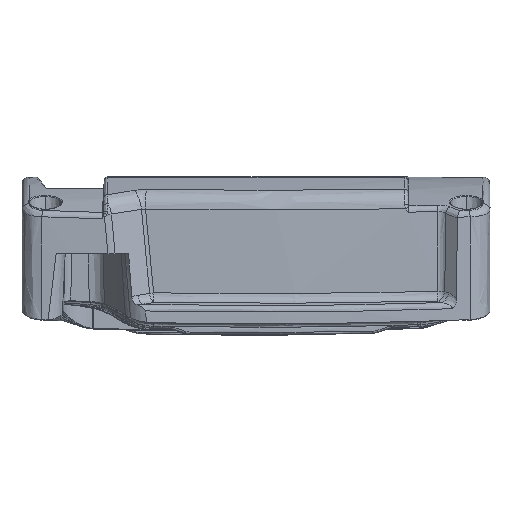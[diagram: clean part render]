
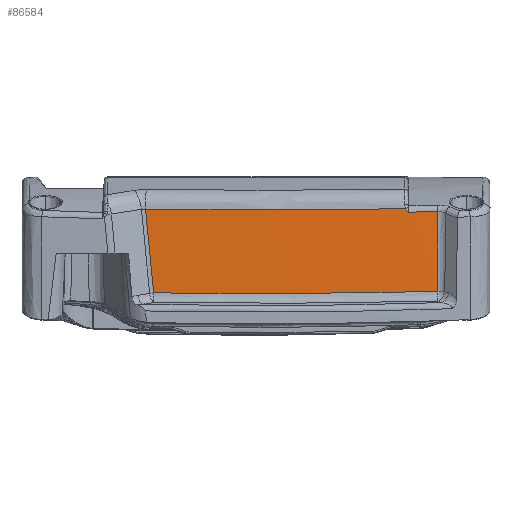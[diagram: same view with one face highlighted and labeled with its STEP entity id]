
A CAD part, top view. The second image highlights one B-rep face of the part: STEP entity #86584.
In plain terms, the highlighted conical face has half-angle 1 degrees and reference radius 1001.87 mm.
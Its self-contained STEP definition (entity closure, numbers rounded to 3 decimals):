
#12051=CARTESIAN_POINT('',(-30.69,67.862,
40.197));
#12052=CARTESIAN_POINT('',(-24.443,67.787,
40.39));
#12053=CARTESIAN_POINT('',(-12.105,67.684,
40.652));
#12054=CARTESIAN_POINT('',(5.735,67.663,40.707));
#12055=CARTESIAN_POINT('',(23.49,67.765,40.447));
#12056=CARTESIAN_POINT('',(35.54,67.918,40.054));
#12057=CARTESIAN_POINT('',(41.595,68.015,39.801));
#12062=CARTESIAN_POINT('',(41.595,68.015,39.801));
#12063=CARTESIAN_POINT('',(41.664,67.905,39.8));
#12064=CARTESIAN_POINT('',(41.811,67.706,39.797));
#12065=CARTESIAN_POINT('',(42.045,67.454,39.792));
#12066=CARTESIAN_POINT('',(42.257,67.253,39.787));
#12067=CARTESIAN_POINT('',(42.396,67.13,39.783));
#12068=CARTESIAN_POINT('',(42.462,67.071,39.781));
#12073=CARTESIAN_POINT('',(42.462,67.071,39.781));
#12074=CARTESIAN_POINT('',(43.763,67.095,39.725));
#12075=CARTESIAN_POINT('',(46.407,67.146,39.607));
#12076=CARTESIAN_POINT('',(49.134,67.204,39.474));
#12077=CARTESIAN_POINT('',(50.519,67.234,39.404));
#12082=CARTESIAN_POINT('',(50.387,45.017,39.799));
#12083=CARTESIAN_POINT('',(50.401,47.301,39.758));
#12084=CARTESIAN_POINT('',(50.428,51.99,39.675));
#12085=CARTESIAN_POINT('',(50.472,59.285,39.545));
#12086=CARTESIAN_POINT('',(50.503,64.532,39.452));
#12087=CARTESIAN_POINT('',(50.519,67.234,39.404));
#12092=CARTESIAN_POINT('',(-28.435,44.631,
40.67));
#12093=CARTESIAN_POINT('',(-23.178,44.564,
40.82));
#12094=CARTESIAN_POINT('',(-12.663,44.466,
41.037));
#12095=CARTESIAN_POINT('',(3.106,44.431,41.113));
#12096=CARTESIAN_POINT('',(18.872,44.51,40.939));
#12097=CARTESIAN_POINT('',(34.633,44.701,40.515));
#12098=CARTESIAN_POINT('',(45.137,44.901,40.065));
#12099=CARTESIAN_POINT('',(50.387,45.017,39.799));
#12104=CARTESIAN_POINT('',(-28.435,44.631,
40.67));
#12105=CARTESIAN_POINT('',(-28.669,47.034,
40.621));
#12106=CARTESIAN_POINT('',(-29.148,51.957,
40.521));
#12107=CARTESIAN_POINT('',(-29.889,59.59,
40.366));
#12108=CARTESIAN_POINT('',(-30.418,65.054,
40.255));
#12109=CARTESIAN_POINT('',(-30.69,67.862,
40.197));
#12160=CARTESIAN_POINT('',(-30.69,67.862,
40.197));
#12252=CARTESIAN_POINT('',(50.519,67.234,39.404));
#64573=CARTESIAN_POINT('',(50.387,45.017,39.799));
#64574=VERTEX_POINT('',#64573);
#64576=VERTEX_POINT('',#12092);
#64614=VERTEX_POINT('',#12252);
#64622=VERTEX_POINT('',#12160);
#64641=VERTEX_POINT('',#12057);
#64644=VERTEX_POINT('',#12073);
#86566=CARTESIAN_POINT('',(0.,56.231,-961.));
#86567=DIRECTION('',(0.,-1.,0.));
#86568=DIRECTION('',(0.,0.,-1.));
#86569=AXIS2_PLACEMENT_3D('',#86566,#86567,#86568);
#86570=CONICAL_SURFACE('',#86569,1001.871,1.);
#86572=ORIENTED_EDGE('',*,*,#86571,.T.);
#86573=ORIENTED_EDGE('',*,*,#86559,.T.);
#86575=ORIENTED_EDGE('',*,*,#86574,.T.);
#86577=ORIENTED_EDGE('',*,*,#86576,.F.);
#86579=ORIENTED_EDGE('',*,*,#86578,.F.);
#86581=ORIENTED_EDGE('',*,*,#86580,.T.);
#86582=EDGE_LOOP('',(#86572,#86573,#86575,#86577,#86579,#86581));
#86583=FACE_OUTER_BOUND('',#86582,.F.);
#86584=ADVANCED_FACE('',(#86583),#86570,.T.);
#12058=B_SPLINE_CURVE_WITH_KNOTS('',3,(#12051,#12052,#12053,#12054,#12055,
#12056,#12057),.UNSPECIFIED.,.F.,.F.,(4,1,1,1,4),(0.,0.25,0.5,0.75,
1.),.UNSPECIFIED.);
#12069=B_SPLINE_CURVE_WITH_KNOTS('',3,(#12062,#12063,#12064,#12065,#12066,
#12067,#12068),.UNSPECIFIED.,.F.,.F.,(4,1,1,1,4),(0.,0.25,0.5,0.75,
1.),.UNSPECIFIED.);
#12078=B_SPLINE_CURVE_WITH_KNOTS('',3,(#12073,#12074,#12075,#12076,#12077),
.UNSPECIFIED.,.F.,.F.,(4,1,4),(0.,0.5,1.),.UNSPECIFIED.);
#12088=B_SPLINE_CURVE_WITH_KNOTS('',3,(#12082,#12083,#12084,#12085,#12086,
#12087),.UNSPECIFIED.,.F.,.F.,(4,1,1,4),(0.,0.333,
0.667,1.),.UNSPECIFIED.);
#12100=B_SPLINE_CURVE_WITH_KNOTS('',3,(#12092,#12093,#12094,#12095,#12096,
#12097,#12098,#12099),.UNSPECIFIED.,.F.,.F.,(4,1,1,1,1,4),(0.,0.2,0.4,
0.6,0.8,1.),.UNSPECIFIED.);
#12110=B_SPLINE_CURVE_WITH_KNOTS('',3,(#12104,#12105,#12106,#12107,#12108,
#12109),.UNSPECIFIED.,.F.,.F.,(4,1,1,4),(0.,0.333,
0.667,1.),.UNSPECIFIED.);
#86559=EDGE_CURVE('',#64641,#64644,#12069,.T.);
#86571=EDGE_CURVE('',#64622,#64641,#12058,.T.);
#86574=EDGE_CURVE('',#64644,#64614,#12078,.T.);
#86576=EDGE_CURVE('',#64574,#64614,#12088,.T.);
#86578=EDGE_CURVE('',#64576,#64574,#12100,.T.);
#86580=EDGE_CURVE('',#64576,#64622,#12110,.T.);
